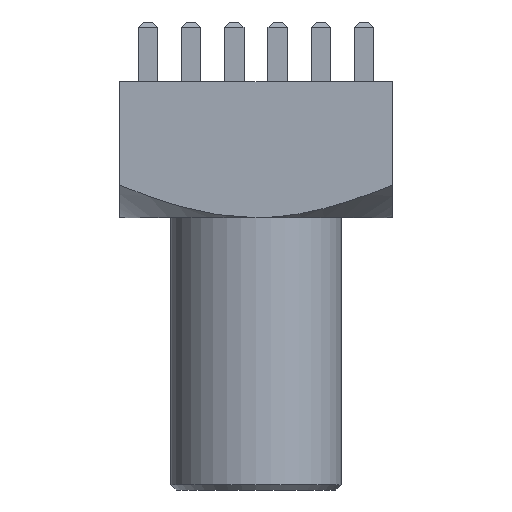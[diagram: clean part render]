
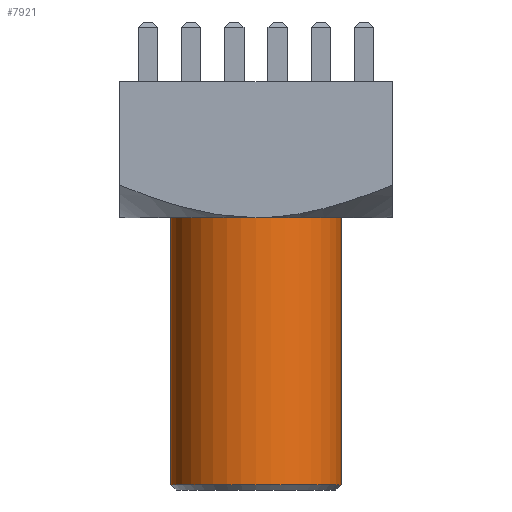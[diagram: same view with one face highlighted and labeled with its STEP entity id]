
A CAD part, front view. The second image highlights one B-rep face of the part: STEP entity #7921.
In plain terms, the highlighted cylindrical face has radius 5 mm (diameter 10 mm), a partial arc.
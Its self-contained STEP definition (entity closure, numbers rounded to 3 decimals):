
#245 = ORIENTED_EDGE ( 'NONE', *, *, #8613, .F. ) ;
#246 = ORIENTED_EDGE ( 'NONE', *, *, #6715, .T. ) ;
#247 = ORIENTED_EDGE ( 'NONE', *, *, #8609, .T. ) ;
#248 = ORIENTED_EDGE ( 'NONE', *, *, #1837, .T. ) ;
#849 = CARTESIAN_POINT ( 'NONE',  ( 5., 0., 0. ) ) ;
#1341 = EDGE_LOOP ( 'NONE', ( #245, #246, #247, #248 ) ) ;
#1837 = EDGE_CURVE ( 'NONE', #8857, #1992, #7646, .T. ) ;
#1992 = VERTEX_POINT ( 'NONE', #2251 ) ;
#2011 = VERTEX_POINT ( 'NONE', #2273 ) ;
#2013 = VERTEX_POINT ( 'NONE', #2275 ) ;
#2204 = CARTESIAN_POINT ( 'NONE',  ( 0., 0., 0. ) ) ;
#2205 = DIRECTION ( 'NONE',  ( 0., 0., -1. ) ) ;
#2206 = DIRECTION ( 'NONE',  ( -1., 0., 0. ) ) ;
#2251 = CARTESIAN_POINT ( 'NONE',  ( -5., 0., 0. ) ) ;
#2273 = CARTESIAN_POINT ( 'NONE',  ( 5., 0., -15.7 ) ) ;
#2275 = CARTESIAN_POINT ( 'NONE',  ( -5., 0., -15.7 ) ) ;
#2371 = CARTESIAN_POINT ( 'NONE',  ( 0., 0., -15.7 ) ) ;
#2372 = DIRECTION ( 'NONE',  ( 0., 0., 1. ) ) ;
#2373 = DIRECTION ( 'NONE',  ( -1., 0., 0. ) ) ;
#3992 = AXIS2_PLACEMENT_3D ( 'NONE', #4695, #4692, #4698 ) ;
#4692 = DIRECTION ( 'NONE',  ( 0., 0., 1. ) ) ;
#4694 = FACE_OUTER_BOUND ( 'NONE', #1341, .T. ) ;
#4695 = CARTESIAN_POINT ( 'NONE',  ( 0., 0., -16. ) ) ;
#4697 = CYLINDRICAL_SURFACE ( 'NONE', #3992, 5. ) ;
#4698 = DIRECTION ( 'NONE',  ( 1., 0., 0. ) ) ;
#5182 = VECTOR ( 'NONE', #5861, 1000. ) ;
#5183 = VECTOR ( 'NONE', #5873, 1000. ) ;
#5845 = LINE ( 'NONE', #5860, #5182 ) ;
#5854 = LINE ( 'NONE', #5872, #5183 ) ;
#5860 = CARTESIAN_POINT ( 'NONE',  ( 5., 0., -16. ) ) ;
#5861 = DIRECTION ( 'NONE',  ( 0., 0., 1. ) ) ;
#5872 = CARTESIAN_POINT ( 'NONE',  ( -5., 0., -16. ) ) ;
#5873 = DIRECTION ( 'NONE',  ( 0., 0., 1. ) ) ;
#6715 = EDGE_CURVE ( 'NONE', #2013, #2011, #6883, .T. ) ;
#6879 = AXIS2_PLACEMENT_3D ( 'NONE', #2371, #2372, #2373 ) ;
#6883 = CIRCLE ( 'NONE', #6879, 5. ) ;
#7598 = AXIS2_PLACEMENT_3D ( 'NONE', #2204, #2205, #2206 ) ;
#7646 = CIRCLE ( 'NONE', #7598, 5. ) ;
#7921 = ADVANCED_FACE ( 'NONE', ( #4694 ), #4697, .T. ) ;
#8609 = EDGE_CURVE ( 'NONE', #2011, #8857, #5845, .T. ) ;
#8613 = EDGE_CURVE ( 'NONE', #2013, #1992, #5854, .T. ) ;
#8857 = VERTEX_POINT ( 'NONE', #849 ) ;
